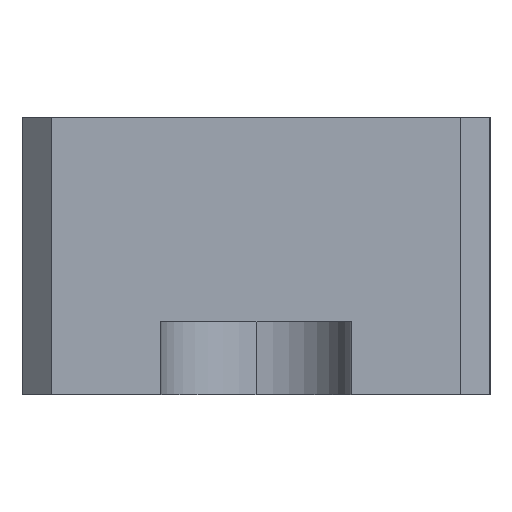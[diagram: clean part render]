
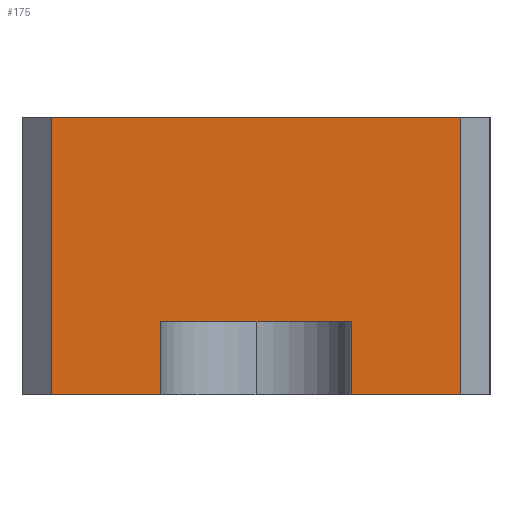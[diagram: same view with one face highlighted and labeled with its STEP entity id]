
A CAD part, left-side view. The second image highlights one B-rep face of the part: STEP entity #175.
In plain terms, the highlighted planar face has unit normal (-1, 0, 0).
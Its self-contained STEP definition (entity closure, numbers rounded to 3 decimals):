
#4 = CARTESIAN_POINT ( 'NONE',  ( -105., 14., 19. ) ) ;
#10 = ORIENTED_EDGE ( 'NONE', *, *, #490, .T. ) ;
#15 = CARTESIAN_POINT ( 'NONE',  ( -105., -14., 0. ) ) ;
#16 = CARTESIAN_POINT ( 'NONE',  ( -105., -6.5, 0. ) ) ;
#24 = DIRECTION ( 'NONE',  ( 0., 0., -1. ) ) ;
#39 = ORIENTED_EDGE ( 'NONE', *, *, #625, .F. ) ;
#46 = LINE ( 'NONE', #255, #66 ) ;
#55 = LINE ( 'NONE', #269, #674 ) ;
#66 = VECTOR ( 'NONE', #539, 1000. ) ;
#74 = VERTEX_POINT ( 'NONE', #652 ) ;
#77 = LINE ( 'NONE', #521, #152 ) ;
#85 = VECTOR ( 'NONE', #505, 1000. ) ;
#97 = VECTOR ( 'NONE', #645, 1000. ) ;
#101 = EDGE_CURVE ( 'NONE', #379, #74, #544, .T. ) ;
#152 = VECTOR ( 'NONE', #24, 1000. ) ;
#168 = DIRECTION ( 'NONE',  ( 0., 0., -1. ) ) ;
#173 = LINE ( 'NONE', #386, #201 ) ;
#174 = PLANE ( 'NONE',  #335 ) ;
#175 = ADVANCED_FACE ( 'NONE', ( #232 ), #174, .T. ) ;
#180 = VERTEX_POINT ( 'NONE', #670 ) ;
#191 = ORIENTED_EDGE ( 'NONE', *, *, #448, .F. ) ;
#200 = CARTESIAN_POINT ( 'NONE',  ( -105., -14., 19. ) ) ;
#201 = VECTOR ( 'NONE', #612, 1000. ) ;
#202 = ORIENTED_EDGE ( 'NONE', *, *, #239, .T. ) ;
#206 = EDGE_CURVE ( 'NONE', #475, #180, #173, .T. ) ;
#213 = LINE ( 'NONE', #200, #258 ) ;
#219 = VERTEX_POINT ( 'NONE', #288 ) ;
#232 = FACE_OUTER_BOUND ( 'NONE', #300, .T. ) ;
#239 = EDGE_CURVE ( 'NONE', #475, #656, #511, .T. ) ;
#253 = LINE ( 'NONE', #534, #97 ) ;
#255 = CARTESIAN_POINT ( 'NONE',  ( -105., -14., 0. ) ) ;
#257 = VERTEX_POINT ( 'NONE', #16 ) ;
#258 = VECTOR ( 'NONE', #423, 1000. ) ;
#269 = CARTESIAN_POINT ( 'NONE',  ( -105., -14., 19. ) ) ;
#288 = CARTESIAN_POINT ( 'NONE',  ( -105., -14., 19. ) ) ;
#300 = EDGE_LOOP ( 'NONE', ( #202, #635, #191, #39, #10, #579, #456, #522 ) ) ;
#335 = AXIS2_PLACEMENT_3D ( 'NONE', #388, #616, #444 ) ;
#379 = VERTEX_POINT ( 'NONE', #628 ) ;
#386 = CARTESIAN_POINT ( 'NONE',  ( -105., 6.5, 19. ) ) ;
#388 = CARTESIAN_POINT ( 'NONE',  ( -105., -14., 19. ) ) ;
#410 = EDGE_CURVE ( 'NONE', #656, #257, #77, .T. ) ;
#423 = DIRECTION ( 'NONE',  ( 0., 1., 0. ) ) ;
#444 = DIRECTION ( 'NONE',  ( 0., 0., -1. ) ) ;
#448 = EDGE_CURVE ( 'NONE', #631, #257, #46, .T. ) ;
#456 = ORIENTED_EDGE ( 'NONE', *, *, #549, .F. ) ;
#475 = VERTEX_POINT ( 'NONE', #695 ) ;
#487 = CARTESIAN_POINT ( 'NONE',  ( -105., -6.5, 5. ) ) ;
#490 = EDGE_CURVE ( 'NONE', #219, #379, #213, .T. ) ;
#505 = DIRECTION ( 'NONE',  ( 0., -1., 0. ) ) ;
#511 = LINE ( 'NONE', #556, #85 ) ;
#521 = CARTESIAN_POINT ( 'NONE',  ( -105., -6.5, 19. ) ) ;
#522 = ORIENTED_EDGE ( 'NONE', *, *, #206, .F. ) ;
#534 = CARTESIAN_POINT ( 'NONE',  ( -105., -14., 0. ) ) ;
#539 = DIRECTION ( 'NONE',  ( 0., 1., 0. ) ) ;
#544 = LINE ( 'NONE', #4, #614 ) ;
#549 = EDGE_CURVE ( 'NONE', #180, #74, #253, .T. ) ;
#556 = CARTESIAN_POINT ( 'NONE',  ( -105., -14., 5. ) ) ;
#579 = ORIENTED_EDGE ( 'NONE', *, *, #101, .T. ) ;
#612 = DIRECTION ( 'NONE',  ( 0., 0., -1. ) ) ;
#614 = VECTOR ( 'NONE', #704, 1000. ) ;
#616 = DIRECTION ( 'NONE',  ( -1., 0., 0. ) ) ;
#625 = EDGE_CURVE ( 'NONE', #219, #631, #55, .T. ) ;
#628 = CARTESIAN_POINT ( 'NONE',  ( -105., 14., 19. ) ) ;
#631 = VERTEX_POINT ( 'NONE', #15 ) ;
#635 = ORIENTED_EDGE ( 'NONE', *, *, #410, .T. ) ;
#645 = DIRECTION ( 'NONE',  ( 0., 1., 0. ) ) ;
#652 = CARTESIAN_POINT ( 'NONE',  ( -105., 14., 0. ) ) ;
#656 = VERTEX_POINT ( 'NONE', #487 ) ;
#670 = CARTESIAN_POINT ( 'NONE',  ( -105., 6.5, 0. ) ) ;
#674 = VECTOR ( 'NONE', #168, 1000. ) ;
#695 = CARTESIAN_POINT ( 'NONE',  ( -105., 6.5, 5. ) ) ;
#704 = DIRECTION ( 'NONE',  ( 0., 0., -1. ) ) ;
